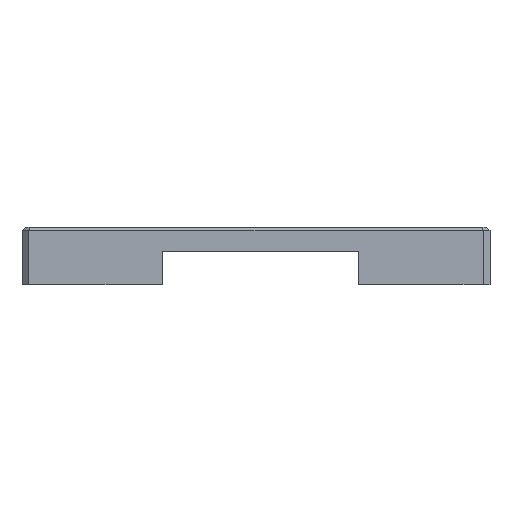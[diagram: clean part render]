
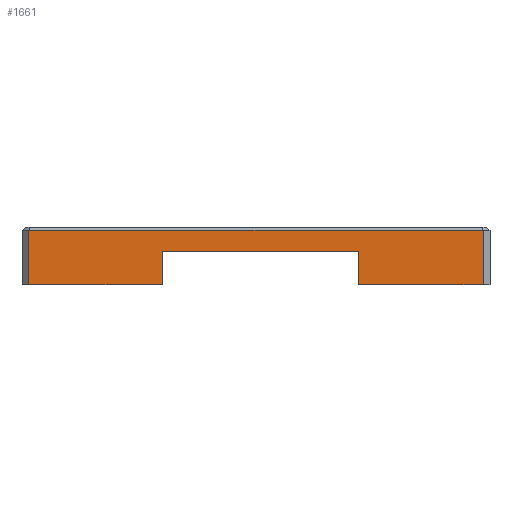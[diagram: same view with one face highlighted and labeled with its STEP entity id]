
A CAD part, front view. The second image highlights one B-rep face of the part: STEP entity #1661.
In plain terms, the highlighted planar face has unit normal (0, -1, 0).
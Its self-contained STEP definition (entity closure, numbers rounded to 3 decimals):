
#412=ORIENTED_EDGE('',*,*,#683,.T.);
#413=ORIENTED_EDGE('',*,*,#714,.T.);
#414=ORIENTED_EDGE('',*,*,#715,.T.);
#415=ORIENTED_EDGE('',*,*,#716,.T.);
#416=ORIENTED_EDGE('',*,*,#717,.F.);
#417=ORIENTED_EDGE('',*,*,#718,.T.);
#418=ORIENTED_EDGE('',*,*,#719,.T.);
#419=ORIENTED_EDGE('',*,*,#673,.T.);
#673=EDGE_CURVE('',#859,#858,#1014,.T.);
#683=EDGE_CURVE('',#858,#863,#1024,.F.);
#714=EDGE_CURVE('',#863,#881,#1054,.T.);
#715=EDGE_CURVE('',#881,#882,#1055,.T.);
#716=EDGE_CURVE('',#882,#883,#1056,.T.);
#717=EDGE_CURVE('',#884,#883,#1057,.T.);
#718=EDGE_CURVE('',#884,#885,#1058,.T.);
#719=EDGE_CURVE('',#885,#859,#1059,.T.);
#858=VERTEX_POINT('',#2556);
#859=VERTEX_POINT('',#2558);
#863=VERTEX_POINT('',#2575);
#881=VERTEX_POINT('',#2639);
#882=VERTEX_POINT('',#2641);
#883=VERTEX_POINT('',#2643);
#884=VERTEX_POINT('',#2645);
#885=VERTEX_POINT('',#2647);
#1014=LINE('',#2557,#1205);
#1024=LINE('',#2576,#1215);
#1054=LINE('',#2638,#1245);
#1055=LINE('',#2640,#1246);
#1056=LINE('',#2642,#1247);
#1057=LINE('',#2644,#1248);
#1058=LINE('',#2646,#1249);
#1059=LINE('',#2648,#1250);
#1205=VECTOR('',#2077,1000.);
#1215=VECTOR('',#2095,1000.);
#1245=VECTOR('',#2155,1000.);
#1246=VECTOR('',#2156,1000.);
#1247=VECTOR('',#2157,1000.);
#1248=VECTOR('',#2158,1000.);
#1249=VECTOR('',#2159,1000.);
#1250=VECTOR('',#2160,1000.);
#1383=EDGE_LOOP('',(#412,#413,#414,#415,#416,#417,#418,#419));
#1495=FACE_BOUND('',#1383,.T.);
#1572=PLANE('',#1795);
#1661=ADVANCED_FACE('',(#1495),#1572,.T.);
#1795=AXIS2_PLACEMENT_3D('',#2637,#2153,#2154);
#2077=DIRECTION('',(-1.,0.,0.));
#2095=DIRECTION('',(0.,0.,1.));
#2153=DIRECTION('',(0.,-1.,0.));
#2154=DIRECTION('',(0.,0.,1.));
#2155=DIRECTION('',(1.,0.,0.));
#2156=DIRECTION('',(0.,0.,1.));
#2157=DIRECTION('',(1.,0.,0.));
#2158=DIRECTION('',(0.,0.,1.));
#2159=DIRECTION('',(1.,0.,0.));
#2160=DIRECTION('',(0.,0.,1.));
#2556=CARTESIAN_POINT('',(-16.45,-27.25,-0.25));
#2557=CARTESIAN_POINT('',(-16.5,-27.25,-0.25));
#2558=CARTESIAN_POINT('',(16.45,-27.25,-0.25));
#2575=CARTESIAN_POINT('',(-16.45,-27.25,-4.2));
#2576=CARTESIAN_POINT('',(-16.45,-27.25,-1.8));
#2637=CARTESIAN_POINT('',(0.,-27.25,-1.8));
#2638=CARTESIAN_POINT('',(0.,-27.25,-4.2));
#2639=CARTESIAN_POINT('',(-6.804,-27.25,-4.2));
#2640=CARTESIAN_POINT('',(-6.804,-27.25,-3.3));
#2641=CARTESIAN_POINT('',(-6.804,-27.25,-1.8));
#2642=CARTESIAN_POINT('',(0.,-27.25,-1.8));
#2643=CARTESIAN_POINT('',(7.424,-27.25,-1.8));
#2644=CARTESIAN_POINT('',(7.424,-27.25,-3.3));
#2645=CARTESIAN_POINT('',(7.424,-27.25,-4.2));
#2646=CARTESIAN_POINT('',(0.,-27.25,-4.2));
#2647=CARTESIAN_POINT('',(16.45,-27.25,-4.2));
#2648=CARTESIAN_POINT('',(16.45,-27.25,-1.8));
